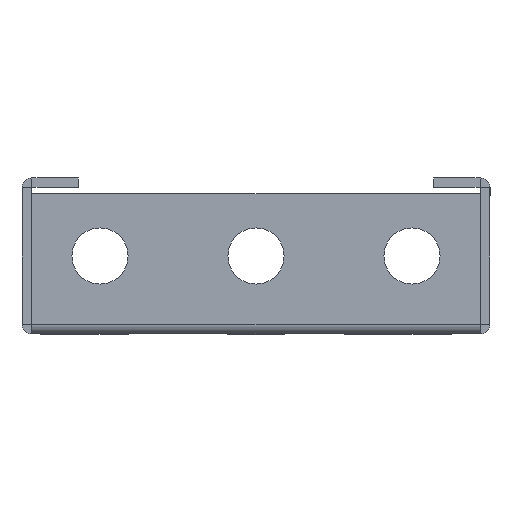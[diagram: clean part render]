
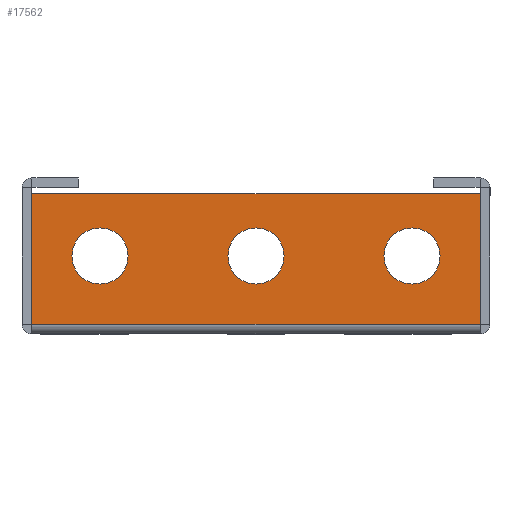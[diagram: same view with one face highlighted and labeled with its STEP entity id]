
A CAD part, left-side view. The second image highlights one B-rep face of the part: STEP entity #17562.
In plain terms, the highlighted planar face has unit normal (-1, 0, 0).
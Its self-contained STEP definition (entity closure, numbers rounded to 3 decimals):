
#1119 = FACE_BOUND ( 'NONE', #3548, .T. ) ;
#1127 = FACE_BOUND ( 'NONE', #3545, .T. ) ;
#1129 = FACE_BOUND ( 'NONE', #3544, .T. ) ;
#1131 = FACE_OUTER_BOUND ( 'NONE', #3543, .T. ) ;
#2604 = CARTESIAN_POINT ( 'NONE',  ( -249.5, 35.9, 1.6 ) ) ;
#2611 = DIRECTION ( 'NONE',  ( 0., 1., 0. ) ) ;
#2612 = CARTESIAN_POINT ( 'NONE',  ( -249.5, 35.9, 1.5 ) ) ;
#2614 = CARTESIAN_POINT ( 'NONE',  ( -249.5, -35.9, 22.5 ) ) ;
#2615 = DIRECTION ( 'NONE',  ( 0., 0., 1. ) ) ;
#2616 = CARTESIAN_POINT ( 'NONE',  ( -249.5, 25., 12.5 ) ) ;
#2617 = DIRECTION ( 'NONE',  ( 0., 0., -1. ) ) ;
#2624 = CARTESIAN_POINT ( 'NONE',  ( -249.5, 35.9, 22.5 ) ) ;
#2625 = DIRECTION ( 'NONE',  ( 0., 1., 0. ) ) ;
#2627 = DIRECTION ( 'NONE',  ( 1., 0., 0. ) ) ;
#2628 = DIRECTION ( 'NONE',  ( 0., 0., -1. ) ) ;
#2629 = CARTESIAN_POINT ( 'NONE',  ( -249.5, -25., 12.5 ) ) ;
#2630 = DIRECTION ( 'NONE',  ( 1., 0., 0. ) ) ;
#2631 = DIRECTION ( 'NONE',  ( 0., 0., 1. ) ) ;
#2632 = CARTESIAN_POINT ( 'NONE',  ( -249.5, 0., 12.5 ) ) ;
#2633 = DIRECTION ( 'NONE',  ( 1., 0., 0. ) ) ;
#2634 = DIRECTION ( 'NONE',  ( 0., 0., -1. ) ) ;
#3543 = EDGE_LOOP ( 'NONE', ( #4914, #4922, #4930, #4938 ) ) ;
#3544 = EDGE_LOOP ( 'NONE', ( #4898, #4906 ) ) ;
#3545 = EDGE_LOOP ( 'NONE', ( #4882, #4890 ) ) ;
#3548 = EDGE_LOOP ( 'NONE', ( #4866, #4874 ) ) ;
#4866 = ORIENTED_EDGE ( 'NONE', *, *, #16082, .T. ) ;
#4874 = ORIENTED_EDGE ( 'NONE', *, *, #16716, .T. ) ;
#4882 = ORIENTED_EDGE ( 'NONE', *, *, #16083, .T. ) ;
#4890 = ORIENTED_EDGE ( 'NONE', *, *, #16704, .T. ) ;
#4898 = ORIENTED_EDGE ( 'NONE', *, *, #16081, .T. ) ;
#4906 = ORIENTED_EDGE ( 'NONE', *, *, #16699, .T. ) ;
#4914 = ORIENTED_EDGE ( 'NONE', *, *, #16073, .F. ) ;
#4922 = ORIENTED_EDGE ( 'NONE', *, *, #16075, .T. ) ;
#4930 = ORIENTED_EDGE ( 'NONE', *, *, #16080, .T. ) ;
#4938 = ORIENTED_EDGE ( 'NONE', *, *, #16076, .T. ) ;
#5744 = CARTESIAN_POINT ( 'NONE',  ( -249.5, 25., 8. ) ) ;
#6662 = CARTESIAN_POINT ( 'NONE',  ( -249.5, 25., 12.5 ) ) ;
#6667 = DIRECTION ( 'NONE',  ( 1., 0., 0. ) ) ;
#6668 = DIRECTION ( 'NONE',  ( 0., 0., -1. ) ) ;
#6671 = CARTESIAN_POINT ( 'NONE',  ( -249.5, 0., 12.5 ) ) ;
#6681 = DIRECTION ( 'NONE',  ( 1., 0., 0. ) ) ;
#6682 = DIRECTION ( 'NONE',  ( 0., 0., -1. ) ) ;
#6698 = CARTESIAN_POINT ( 'NONE',  ( -249.5, -25., 12.5 ) ) ;
#6710 = DIRECTION ( 'NONE',  ( 1., 0., 0. ) ) ;
#6711 = DIRECTION ( 'NONE',  ( 0., 0., 1. ) ) ;
#7930 = PLANE ( 'NONE',  #21220 ) ;
#7933 = CARTESIAN_POINT ( 'NONE',  ( -249.5, 35.9, 1.5 ) ) ;
#7934 = DIRECTION ( 'NONE',  ( 1., 0., 0. ) ) ;
#7935 = DIRECTION ( 'NONE',  ( 0., 0., -1. ) ) ;
#10386 = CARTESIAN_POINT ( 'NONE',  ( -249.5, -25., 8. ) ) ;
#10388 = CARTESIAN_POINT ( 'NONE',  ( -249.5, -25., 17. ) ) ;
#10407 = CARTESIAN_POINT ( 'NONE',  ( -249.5, 0., 8. ) ) ;
#10415 = CARTESIAN_POINT ( 'NONE',  ( -249.5, 0., 17. ) ) ;
#10424 = CARTESIAN_POINT ( 'NONE',  ( -249.5, 25., 17. ) ) ;
#14911 = CARTESIAN_POINT ( 'NONE',  ( -249.5, -35.9, 1.6 ) ) ;
#14913 = CARTESIAN_POINT ( 'NONE',  ( -249.5, 35.9, 22.5 ) ) ;
#14920 = CARTESIAN_POINT ( 'NONE',  ( -249.5, -35.9, 22.5 ) ) ;
#14929 = CARTESIAN_POINT ( 'NONE',  ( -249.5, 35.9, 1.6 ) ) ;
#15804 = AXIS2_PLACEMENT_3D ( 'NONE', #2629, #2630, #2631 ) ;
#15808 = AXIS2_PLACEMENT_3D ( 'NONE', #2616, #2627, #2628 ) ;
#15809 = AXIS2_PLACEMENT_3D ( 'NONE', #2632, #2633, #2634 ) ;
#15980 = AXIS2_PLACEMENT_3D ( 'NONE', #6662, #6667, #6668 ) ;
#15983 = AXIS2_PLACEMENT_3D ( 'NONE', #6671, #6681, #6682 ) ;
#15984 = AXIS2_PLACEMENT_3D ( 'NONE', #6698, #6710, #6711 ) ;
#16073 = EDGE_CURVE ( 'NONE', #22320, #22338, #21467, .T. ) ;
#16075 = EDGE_CURVE ( 'NONE', #22320, #22329, #21471, .T. ) ;
#16076 = EDGE_CURVE ( 'NONE', #22322, #22338, #21465, .T. ) ;
#16080 = EDGE_CURVE ( 'NONE', #22329, #22322, #21481, .T. ) ;
#16081 = EDGE_CURVE ( 'NONE', #16284, #18032, #21484, .T. ) ;
#16082 = EDGE_CURVE ( 'NONE', #17994, #17996, #21485, .T. ) ;
#16083 = EDGE_CURVE ( 'NONE', #18015, #18023, #21486, .T. ) ;
#16284 = VERTEX_POINT ( 'NONE', #5744 ) ;
#16699 = EDGE_CURVE ( 'NONE', #18032, #16284, #20830, .T. ) ;
#16704 = EDGE_CURVE ( 'NONE', #18023, #18015, #20838, .T. ) ;
#16716 = EDGE_CURVE ( 'NONE', #17996, #17994, #20856, .T. ) ;
#17562 = ADVANCED_FACE ( 'NONE', ( #1119, #1127, #1129, #1131 ), #7930, .F. ) ;
#17994 = VERTEX_POINT ( 'NONE', #10386 ) ;
#17996 = VERTEX_POINT ( 'NONE', #10388 ) ;
#18015 = VERTEX_POINT ( 'NONE', #10407 ) ;
#18023 = VERTEX_POINT ( 'NONE', #10415 ) ;
#18032 = VERTEX_POINT ( 'NONE', #10424 ) ;
#20830 = CIRCLE ( 'NONE', #15980, 4.5 ) ;
#20838 = CIRCLE ( 'NONE', #15983, 4.5 ) ;
#20856 = CIRCLE ( 'NONE', #15984, 4.5 ) ;
#21220 = AXIS2_PLACEMENT_3D ( 'NONE', #7933, #7934, #7935 ) ;
#21463 = VECTOR ( 'NONE', #2611, 1000. ) ;
#21465 = LINE ( 'NONE', #2612, #21473 ) ;
#21467 = LINE ( 'NONE', #2604, #21463 ) ;
#21471 = LINE ( 'NONE', #2614, #21472 ) ;
#21472 = VECTOR ( 'NONE', #2615, 1000. ) ;
#21473 = VECTOR ( 'NONE', #2617, 1000. ) ;
#21481 = LINE ( 'NONE', #2624, #21482 ) ;
#21482 = VECTOR ( 'NONE', #2625, 1000. ) ;
#21484 = CIRCLE ( 'NONE', #15808, 4.5 ) ;
#21485 = CIRCLE ( 'NONE', #15804, 4.5 ) ;
#21486 = CIRCLE ( 'NONE', #15809, 4.5 ) ;
#22320 = VERTEX_POINT ( 'NONE', #14911 ) ;
#22322 = VERTEX_POINT ( 'NONE', #14913 ) ;
#22329 = VERTEX_POINT ( 'NONE', #14920 ) ;
#22338 = VERTEX_POINT ( 'NONE', #14929 ) ;
